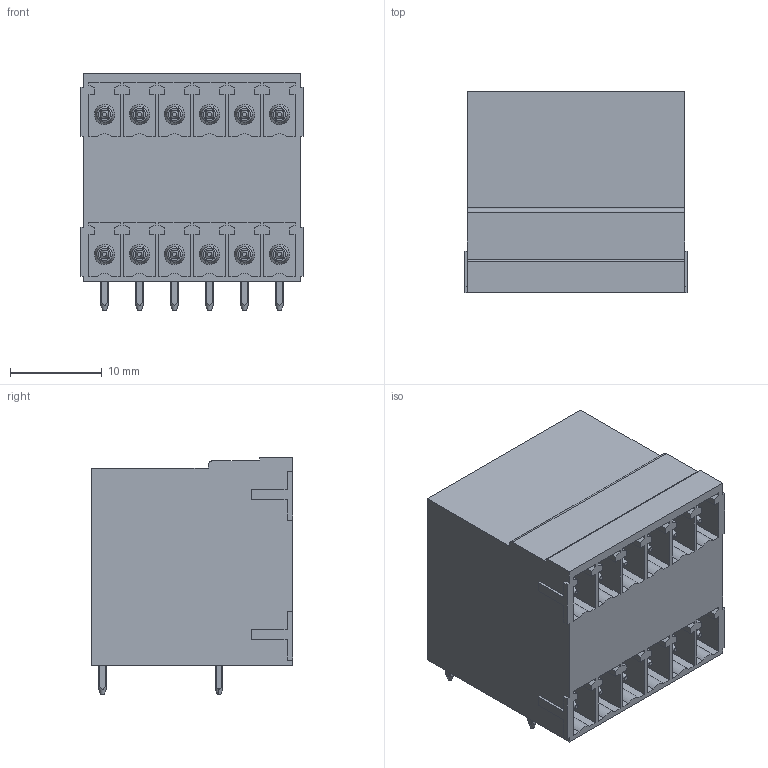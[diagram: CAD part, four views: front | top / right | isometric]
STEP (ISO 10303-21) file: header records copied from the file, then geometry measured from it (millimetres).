
FILE_DESCRIPTION(('CATIA V5 STEP Exchange','CAx-IF Rec.Pracs.--- Model Styling and Organization---1.2---2011-12-15'),'2;1');
FILE_NAME ('D1460821_0_1973770000_1973770000.stp','2018-10-05T05:23:04+00:00',('none'),('Weidmueller'),'CATIA Version 5-6 Release 2014','CATIA V5 STEP AP214','none');
FILE_SCHEMA(('AUTOMOTIVE_DESIGN { 1 0 10303 214 1 1 1 1 }'));
Length unit declared in the file: millimetre
Products named in the file (1): 1973770000
Bounding box: 24.25 x 21.9 x 25.9 mm (x, y, z)
Volume: 9949.5 mm3; surface area: 6449.7 mm2
Topology: 13 solids, 13 shells, 812 faces, 2226 edges, 1464 vertices
Faces by surface type: plane 534, cylinder 182, cone 72, torus 24
Entity records: 24766 total; most frequent: CARTESIAN_POINT 6706, ORIENTED_EDGE 4452, DIRECTION 2544, EDGE_CURVE 2226, VECTOR 1574, LINE 1574, VERTEX_POINT 1464, EDGE_LOOP 860
